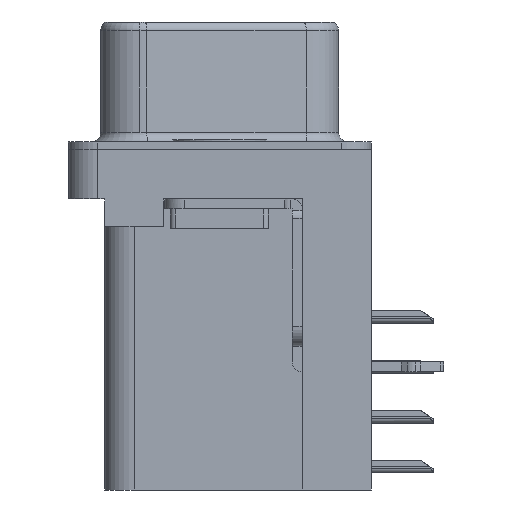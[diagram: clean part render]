
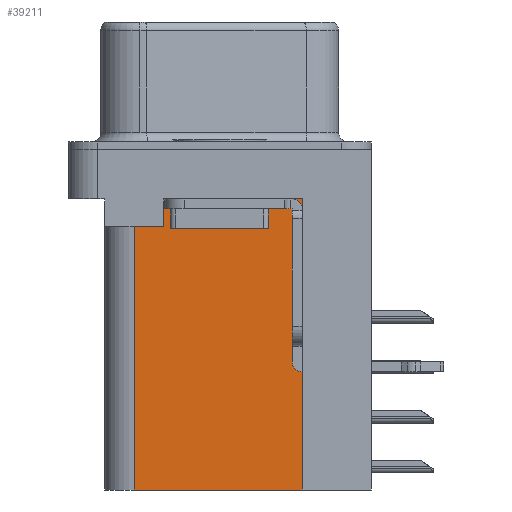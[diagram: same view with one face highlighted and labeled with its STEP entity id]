
A CAD part, left-side view. The second image highlights one B-rep face of the part: STEP entity #39211.
In plain terms, the highlighted planar face has unit normal (-1, 0, 0).
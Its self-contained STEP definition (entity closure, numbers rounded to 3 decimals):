
#825 = LINE ( 'NONE', #32046, #17254 ) ;
#1391 = CARTESIAN_POINT ( 'NONE',  ( 3.75, -4.2, -17.3 ) ) ;
#3780 = VERTEX_POINT ( 'NONE', #20990 ) ;
#4834 = ORIENTED_EDGE ( 'NONE', *, *, #33625, .T. ) ;
#5606 = CARTESIAN_POINT ( 'NONE',  ( 3.75, 0., -3.9 ) ) ;
#6599 = CARTESIAN_POINT ( 'NONE',  ( 3.75, 4.35, -3.9 ) ) ;
#7374 = CARTESIAN_POINT ( 'NONE',  ( 3.75, 2.85, -3.9 ) ) ;
#10117 = LINE ( 'NONE', #14600, #25388 ) ;
#10749 = DIRECTION ( 'NONE',  ( 0., 0., 1. ) ) ;
#11025 = VECTOR ( 'NONE', #38160, 1000. ) ;
#11059 = DIRECTION ( 'NONE',  ( 0., 0., 1. ) ) ;
#11449 = VERTEX_POINT ( 'NONE', #6599 ) ;
#12417 = VERTEX_POINT ( 'NONE', #7374 ) ;
#12427 = CARTESIAN_POINT ( 'NONE',  ( 3.75, -4.2, -2.5 ) ) ;
#12940 = CARTESIAN_POINT ( 'NONE',  ( 3.75, 2.85, -3.9 ) ) ;
#14600 = CARTESIAN_POINT ( 'NONE',  ( 3.75, -4.2, -2.5 ) ) ;
#16506 = PLANE ( 'NONE',  #23295 ) ;
#16610 = CARTESIAN_POINT ( 'NONE',  ( 3.75, 2.85, -2.5 ) ) ;
#16641 = DIRECTION ( 'NONE',  ( 1., 0., 0. ) ) ;
#16644 = VECTOR ( 'NONE', #24044, 1000. ) ;
#17254 = VECTOR ( 'NONE', #10749, 1000. ) ;
#17289 = FACE_OUTER_BOUND ( 'NONE', #27061, .T. ) ;
#17438 = ORIENTED_EDGE ( 'NONE', *, *, #36039, .T. ) ;
#17626 = VECTOR ( 'NONE', #22207, 1000. ) ;
#17647 = ORIENTED_EDGE ( 'NONE', *, *, #35156, .T. ) ;
#17680 = VERTEX_POINT ( 'NONE', #12427 ) ;
#18584 = LINE ( 'NONE', #12940, #17626 ) ;
#19596 = CARTESIAN_POINT ( 'NONE',  ( 3.75, -4.2, -17.3 ) ) ;
#20188 = ORIENTED_EDGE ( 'NONE', *, *, #35102, .F. ) ;
#20804 = DIRECTION ( 'NONE',  ( 0., 1., 0. ) ) ;
#20990 = CARTESIAN_POINT ( 'NONE',  ( 3.75, 4.35, -17.3 ) ) ;
#22207 = DIRECTION ( 'NONE',  ( 0., 0., -1. ) ) ;
#23295 = AXIS2_PLACEMENT_3D ( 'NONE', #19596, #16641, #38011 ) ;
#24044 = DIRECTION ( 'NONE',  ( 0., 1., 0. ) ) ;
#24782 = VERTEX_POINT ( 'NONE', #37094 ) ;
#25324 = LINE ( 'NONE', #29297, #31508 ) ;
#25388 = VECTOR ( 'NONE', #20804, 1000. ) ;
#26282 = VERTEX_POINT ( 'NONE', #16610 ) ;
#27061 = EDGE_LOOP ( 'NONE', ( #4834, #17438, #29145, #38875, #20188, #17647 ) ) ;
#28212 = LINE ( 'NONE', #1391, #11025 ) ;
#29145 = ORIENTED_EDGE ( 'NONE', *, *, #30019, .T. ) ;
#29297 = CARTESIAN_POINT ( 'NONE',  ( 3.75, -4.2, -17.3 ) ) ;
#30019 = EDGE_CURVE ( 'NONE', #12417, #11449, #32834, .T. ) ;
#31508 = VECTOR ( 'NONE', #11059, 1000. ) ;
#32046 = CARTESIAN_POINT ( 'NONE',  ( 3.75, 4.35, -17.3 ) ) ;
#32834 = LINE ( 'NONE', #5606, #16644 ) ;
#33625 = EDGE_CURVE ( 'NONE', #17680, #26282, #10117, .T. ) ;
#34091 = EDGE_CURVE ( 'NONE', #3780, #11449, #825, .T. ) ;
#35102 = EDGE_CURVE ( 'NONE', #24782, #3780, #28212, .T. ) ;
#35156 = EDGE_CURVE ( 'NONE', #24782, #17680, #25324, .T. ) ;
#36039 = EDGE_CURVE ( 'NONE', #26282, #12417, #18584, .T. ) ;
#37094 = CARTESIAN_POINT ( 'NONE',  ( 3.75, -4.2, -17.3 ) ) ;
#38011 = DIRECTION ( 'NONE',  ( 0., 1., 0. ) ) ;
#38160 = DIRECTION ( 'NONE',  ( 0., 1., 0. ) ) ;
#38875 = ORIENTED_EDGE ( 'NONE', *, *, #34091, .F. ) ;
#39211 = ADVANCED_FACE ( 'NONE', ( #17289 ), #16506, .F. ) ;
